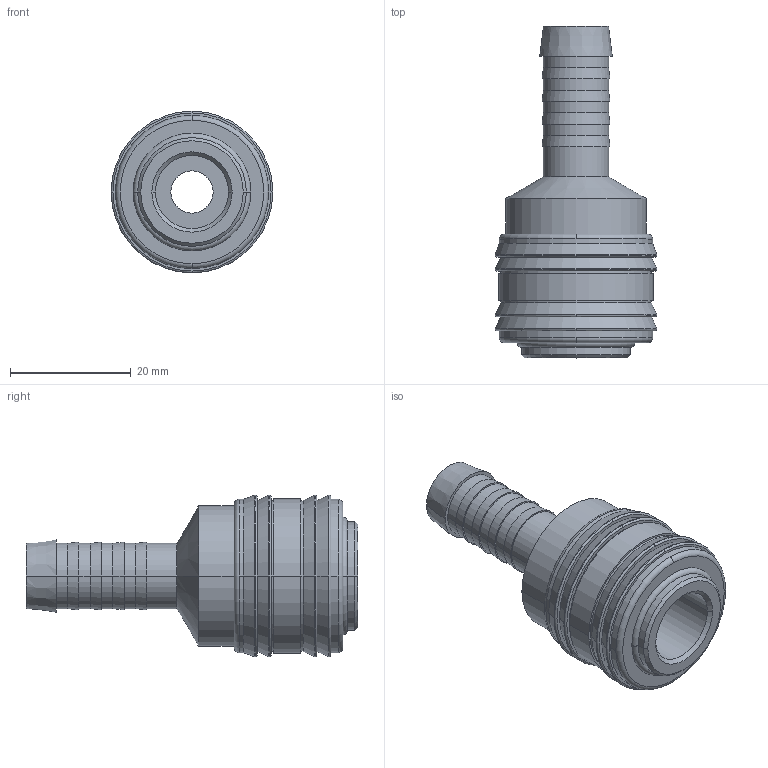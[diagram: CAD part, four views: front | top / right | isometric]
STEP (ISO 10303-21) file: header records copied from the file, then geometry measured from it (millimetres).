
FILE_DESCRIPTION(('STEP AP242'),'1');
FILE_NAME('es_9_t.stp','2020-11-09T12:47:59',('TraceParts'),('TraceParts S.A.'),'Spatial InterOp 3D',' ',' ');
FILE_SCHEMA(('AP242_MANAGED_MODEL_BASED_3D_ENGINEERING_MIM_LF {1 0 10303 442 1 1 4}'));
Length unit declared in the file: millimetre
Products named in the file (1): es_9_t
Bounding box: 26.8 x 55 x 26.8 mm (x, y, z)
Volume: 12045 mm3; surface area: 5732.1 mm2
Topology: 1 solids, 1 shells, 90 faces, 193 edges, 119 vertices
Faces by surface type: cylinder 28, cone 24, torus 22, plane 16
Entity records: 3226 total; most frequent: DIRECTION 516, CARTESIAN_POINT 403, ORIENTED_EDGE 386, AXIS2_PLACEMENT_3D 232, EDGE_CURVE 193, CIRCLE 141, VERTEX_POINT 119, EDGE_LOOP 106
